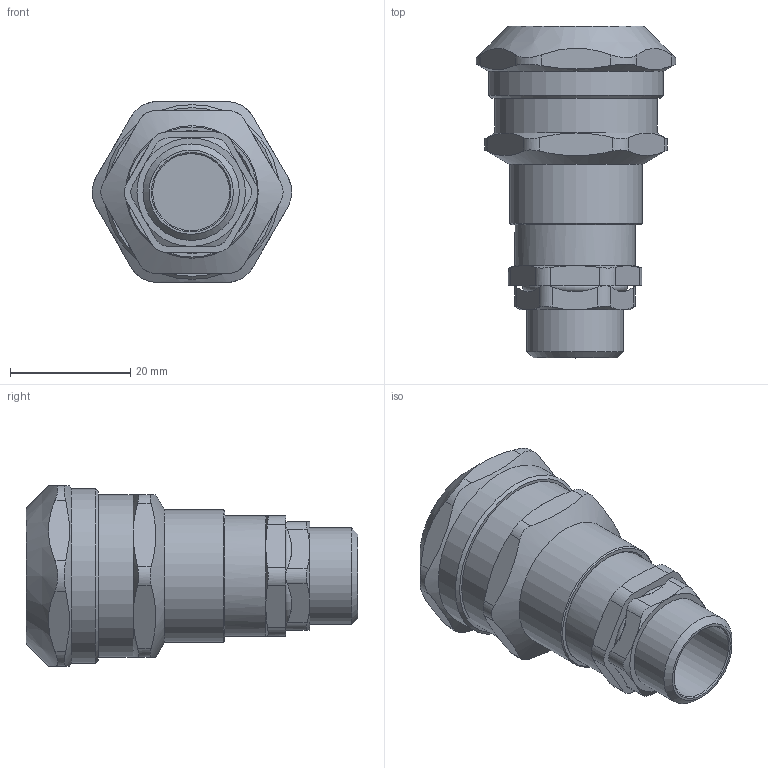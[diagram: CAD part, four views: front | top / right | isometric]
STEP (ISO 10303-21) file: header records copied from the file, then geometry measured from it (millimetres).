
FILE_DESCRIPTION(/* description */ (''),/* implementation_level */ '2;1');
FILE_NAME(/* name */ '',/* time_stamp */ '2025-04-24T08:24:24+07:00',/* author */ ('zeta-82'),/* organization */ (''),/* preprocessor_version */ 'ST-DEVELOPER v19.2',/* originating_system */ 'Autodesk Inventor 2024',/* authorisation */ '');
FILE_SCHEMA (('AUTOMOTIVE_DESIGN { 1 0 10303 214 3 1 1 }'));
Length unit declared in the file: millimetre
Products named in the file (1): ЗЭТА.030.011.000 СБ
Bounding box: 33.09 x 55.09 x 30 mm (x, y, z)
Volume: 21625 mm3; surface area: 6469.1 mm2
Topology: 2 solids, 2 shells, 114 faces, 285 edges, 183 vertices
Faces by surface type: plane 36, cone 36, cylinder 33, bspline 6, torus 3
Full cylindrical faces by diameter (mm): 12.8 x1, 14.38 x1, 14.5 x1, 16 x1, 20 x1, 21 x1, 22 x1, 27 x1, 29 x1
Entity records: 4154 total; most frequent: CARTESIAN_POINT 1529, ORIENTED_EDGE 570, DIRECTION 438, EDGE_CURVE 285, VERTEX_POINT 183, AXIS2_PLACEMENT_3D 181, EDGE_LOOP 124, STYLED_ITEM 114
